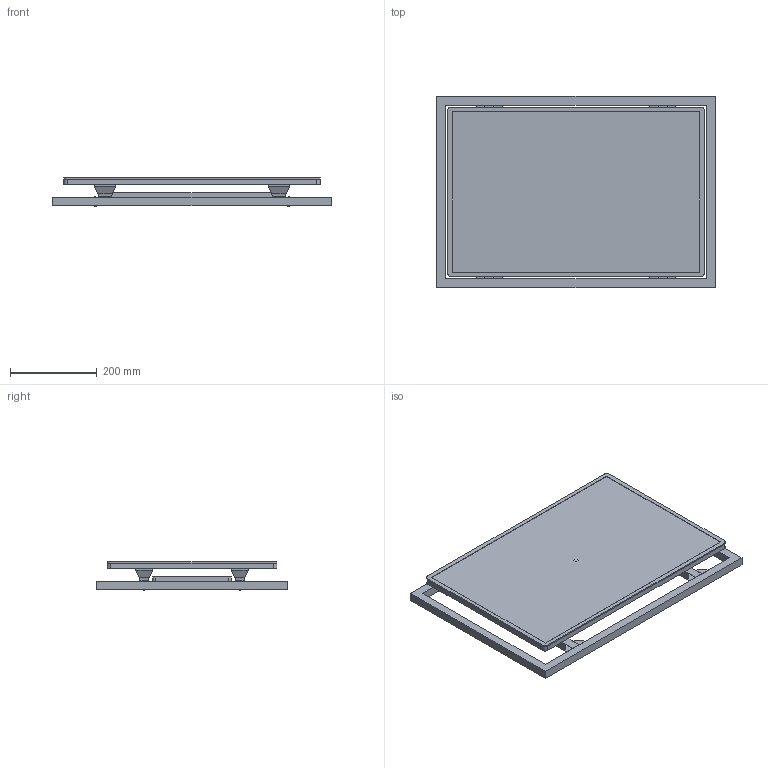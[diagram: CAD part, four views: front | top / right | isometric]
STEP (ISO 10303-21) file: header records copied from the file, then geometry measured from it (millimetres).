
FILE_DESCRIPTION(/* description */ ('','CAx-IF Rec.Pracs.---Representation and Presentation of Product Manufacturing Information (PMI)---4.0---2014-10-13'),/* implementation_level */ '2;1');
FILE_NAME(/* name */ 'Vacuum Former V5 Platen.step',/* time_stamp */ '2025-02-14T19:44:34+11:00',/* author */ (''),/* organization */ (''),/* preprocessor_version */ 'ST-DEVELOPER v20',/* originating_system */ 'Autodesk Translation Framework v13.20.0.188',/* authorisation */ '');
FILE_SCHEMA (('AP242_MANAGED_MODEL_BASED_3D_ENGINEERING_MIM_LF { 1 0 10303 442 1 1 4 }'));
Length unit declared in the file: millimetre
Products named in the file (2): Vacuum Former V5 Platen; WING NUT M4 x 0.7mm Thread
Assembly tree (4 placements, depth 2):
  Vacuum Former V5 Platen
    WING NUT M4 x 0.7mm Thread  x4
Bounding box: 640 x 440 x 65.75 mm (x, y, z)
Volume: 4942978.6 mm3; surface area: 1477979.8 mm2
Topology: 27 solids, 27 shells, 580 faces, 1451 edges, 926 vertices
Faces by surface type: plane 275, cylinder 177, torus 56, bspline 40, cone 32
Full cylindrical faces by diameter (mm): 3.091 x12, 4 x20, 5 x4, 10 x1
Entity records: 11968 total; most frequent: CARTESIAN_POINT 3263, ORIENTED_EDGE 1780, DIRECTION 1735, EDGE_CURVE 890, LINE 653, VECTOR 653, VERTEX_POINT 575, AXIS2_PLACEMENT_3D 541
